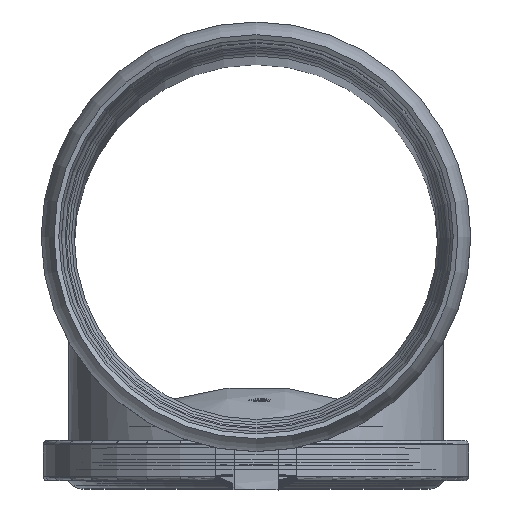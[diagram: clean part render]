
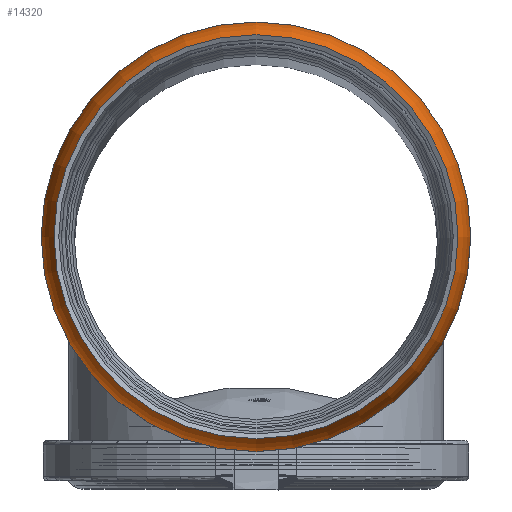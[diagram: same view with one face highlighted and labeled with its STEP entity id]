
A CAD part, top view. The second image highlights one B-rep face of the part: STEP entity #14320.
In plain terms, the highlighted toroidal (fillet/blend) face has major radius 340 mm and minor radius 245 mm.
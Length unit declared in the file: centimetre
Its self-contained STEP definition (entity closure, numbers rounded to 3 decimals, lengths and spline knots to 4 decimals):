
#191=TOROIDAL_SURFACE('',#14914,34.,24.5);
#1489=FACE_OUTER_BOUND('',#2279,.T.);
#2279=EDGE_LOOP('',(#12204,#12205,#12206,#12207,#12208,#12209));
#5610=CIRCLE('',#14912,55.0117);
#5611=CIRCLE('',#14913,55.0117);
#5612=CIRCLE('',#14915,58.5);
#5613=CIRCLE('',#14916,58.5);
#5614=CIRCLE('',#14917,24.5);
#6848=VERTEX_POINT('',#35885);
#6849=VERTEX_POINT('',#35887);
#6850=VERTEX_POINT('',#35891);
#6851=VERTEX_POINT('',#35892);
#8705=EDGE_CURVE('',#6849,#6848,#5610,.T.);
#8706=EDGE_CURVE('',#6848,#6849,#5611,.T.);
#8707=EDGE_CURVE('',#6850,#6851,#5612,.T.);
#8708=EDGE_CURVE('',#6851,#6850,#5613,.T.);
#8709=EDGE_CURVE('',#6851,#6849,#5614,.T.);
#12204=ORIENTED_EDGE('',*,*,#8707,.F.);
#12205=ORIENTED_EDGE('',*,*,#8708,.F.);
#12206=ORIENTED_EDGE('',*,*,#8709,.T.);
#12207=ORIENTED_EDGE('',*,*,#8705,.T.);
#12208=ORIENTED_EDGE('',*,*,#8706,.T.);
#12209=ORIENTED_EDGE('',*,*,#8709,.F.);
#14320=ADVANCED_FACE('',(#1489),#191,.T.);
#14912=AXIS2_PLACEMENT_3D('',#35888,#17247,#17248);
#14913=AXIS2_PLACEMENT_3D('',#35889,#17249,#17250);
#14914=AXIS2_PLACEMENT_3D('',#35890,#17251,#17252);
#14915=AXIS2_PLACEMENT_3D('',#35893,#17253,#17254);
#14916=AXIS2_PLACEMENT_3D('',#35894,#17255,#17256);
#14917=AXIS2_PLACEMENT_3D('',#35895,#17257,#17258);
#17247=DIRECTION('center_axis',(0.,0.,
-1.));
#17248=DIRECTION('ref_axis',(1.,0.,0.));
#17249=DIRECTION('center_axis',(0.,0.,
-1.));
#17250=DIRECTION('ref_axis',(1.,0.,0.));
#17251=DIRECTION('center_axis',(0.,0.,
-1.));
#17252=DIRECTION('ref_axis',(0.,1.,0.));
#17253=DIRECTION('center_axis',(0.,0.,
-1.));
#17254=DIRECTION('ref_axis',(1.,0.,0.));
#17255=DIRECTION('center_axis',(0.,0.,
-1.));
#17256=DIRECTION('ref_axis',(1.,0.,0.));
#17257=DIRECTION('center_axis',(-1.,0.,0.));
#17258=DIRECTION('ref_axis',(0.,-1.,0.));
#35885=CARTESIAN_POINT('',(-55.0117,0.,1500.));
#35887=CARTESIAN_POINT('',(0.,-55.0117,1500.));
#35888=CARTESIAN_POINT('Origin',(0.,0.,1500.));
#35889=CARTESIAN_POINT('Origin',(0.,0.,1500.));
#35890=CARTESIAN_POINT('Origin',(0.,0.,
1487.4));
#35891=CARTESIAN_POINT('',(-58.5,0.,1487.4));
#35892=CARTESIAN_POINT('',(0.,-58.5,1487.4));
#35893=CARTESIAN_POINT('Origin',(0.,0.,
1487.4));
#35894=CARTESIAN_POINT('Origin',(0.,0.,
1487.4));
#35895=CARTESIAN_POINT('Origin',(0.,-34.,1487.4));
